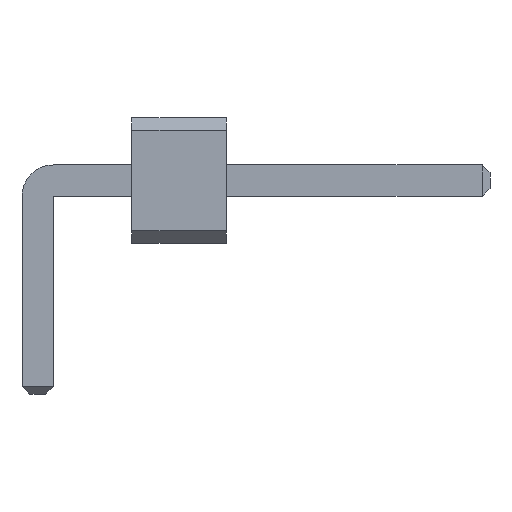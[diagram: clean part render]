
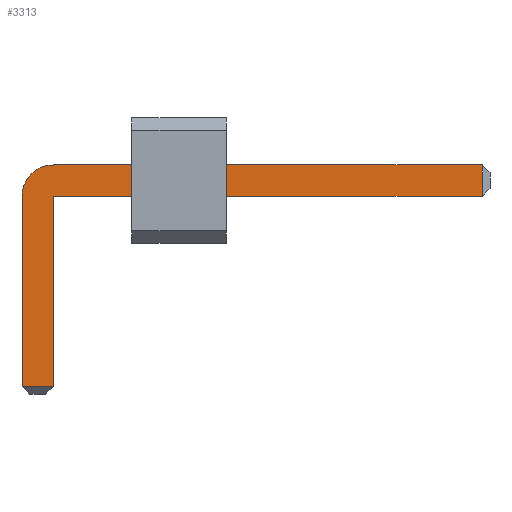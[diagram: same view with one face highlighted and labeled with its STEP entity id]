
A CAD part, front view. The second image highlights one B-rep face of the part: STEP entity #3313.
In plain terms, the highlighted planar face has unit normal (0, -1, 0).
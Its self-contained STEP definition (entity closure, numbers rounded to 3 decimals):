
#13=DIRECTION('',(0.,0.,1.));
#27=VECTOR('',#28,1.);
#28=DIRECTION('',(1.,0.,0.));
#1474=VECTOR('',#13,1.);
#1516=DIRECTION('',(0.,1.,0.));
#3127=VECTOR('',#3128,1.);
#3128=DIRECTION('',(0.,0.,-1.));
#3135=VECTOR('',#3136,1.);
#3136=DIRECTION('',(-1.,0.,0.));
#3157=DIRECTION('',(-0.,1.,0.));
#3167=VERTEX_POINT('',#3168);
#3168=CARTESIAN_POINT('',(0.25,-48.25,1.25));
#3170=ORIENTED_EDGE('',*,*,#3171,.T.);
#3171=EDGE_CURVE('',#3167,#3172,#3174,.T.);
#3172=VERTEX_POINT('',#3173);
#3173=CARTESIAN_POINT('',(7.075,-48.25,1.25));
#3174=LINE('',#3175,#27);
#3175=CARTESIAN_POINT('',(-0.25,-48.25,1.25));
#3211=EDGE_CURVE('',#3212,#3167,#3214,.T.);
#3212=VERTEX_POINT('',#3213);
#3213=CARTESIAN_POINT('',(-0.25,-48.25,0.75));
#3214=CIRCLE('',#3215,0.5);
#3215=AXIS2_PLACEMENT_3D('',#3216,#3157,#3128);
#3216=CARTESIAN_POINT('',(0.25,-48.25,0.75));
#3228=VERTEX_POINT('',#3229);
#3229=CARTESIAN_POINT('',(7.075,-48.25,0.75));
#3231=ORIENTED_EDGE('',*,*,#3232,.T.);
#3232=EDGE_CURVE('',#3228,#3233,#3234,.T.);
#3233=VERTEX_POINT('',#3216);
#3234=LINE('',#3235,#3135);
#3235=CARTESIAN_POINT('',(7.2,-48.25,0.75));
#3247=VERTEX_POINT('',#3248);
#3248=CARTESIAN_POINT('',(-0.25,-48.25,-2.275));
#3250=ORIENTED_EDGE('',*,*,#3251,.T.);
#3251=EDGE_CURVE('',#3247,#3212,#3252,.T.);
#3252=LINE('',#3253,#1474);
#3253=CARTESIAN_POINT('',(-0.25,-48.25,-2.4));
#3261=ORIENTED_EDGE('',*,*,#3262,.T.);
#3262=EDGE_CURVE('',#3233,#3263,#3265,.T.);
#3263=VERTEX_POINT('',#3264);
#3264=CARTESIAN_POINT('',(0.25,-48.25,-2.275));
#3265=LINE('',#3216,#3127);
#3313=ADVANCED_FACE('',(#3314),#3323,.F.);
#3314=FACE_BOUND('',#3315,.F.);
#3315=EDGE_LOOP('',(#3170,#3316,#3231,#3261,#3319,#3250,#3322));
#3316=ORIENTED_EDGE('',*,*,#3317,.T.);
#3317=EDGE_CURVE('',#3172,#3228,#3318,.T.);
#3318=LINE('',#3173,#3127);
#3319=ORIENTED_EDGE('',*,*,#3320,.T.);
#3320=EDGE_CURVE('',#3263,#3247,#3321,.T.);
#3321=LINE('',#3264,#3135);
#3322=ORIENTED_EDGE('',*,*,#3211,.T.);
#3323=PLANE('',#3324);
#3324=AXIS2_PLACEMENT_3D('',#3325,#1516,#13);
#3325=CARTESIAN_POINT('',(2.489,-48.25,0.411));
